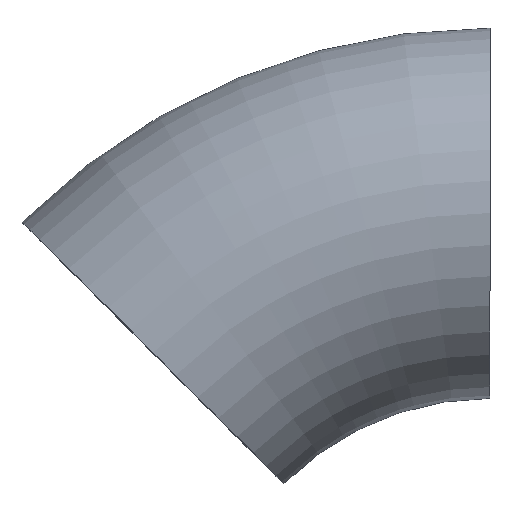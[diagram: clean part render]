
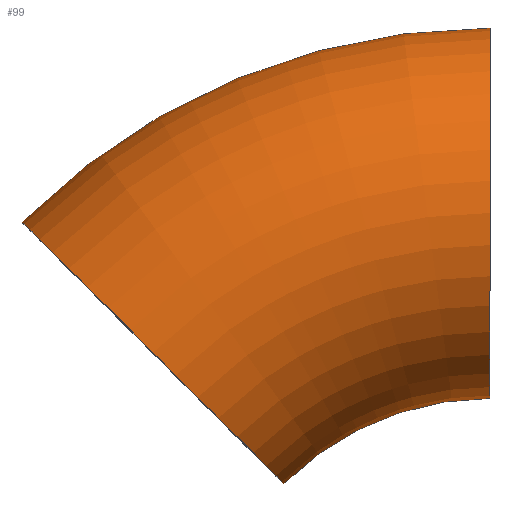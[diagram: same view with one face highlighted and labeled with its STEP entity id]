
A CAD part, top view. The second image highlights one B-rep face of the part: STEP entity #99.
In plain terms, the highlighted toroidal (fillet/blend) face has major radius 114.5 mm and minor radius 44.45 mm.
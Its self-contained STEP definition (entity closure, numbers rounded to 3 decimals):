
#3 = EDGE_CURVE ( 'NONE', #153, #110, #207, .T. ) ;
#6 = VERTEX_POINT ( 'NONE', #93 ) ;
#8 = ORIENTED_EDGE ( 'NONE', *, *, #238, .T. ) ;
#17 = CIRCLE ( 'NONE', #72, 70.05 ) ;
#21 = TOROIDAL_SURFACE ( 'NONE', #173, 114.5, 44.45 ) ;
#23 = EDGE_CURVE ( 'NONE', #154, #6, #40, .T. ) ;
#30 = ORIENTED_EDGE ( 'NONE', *, *, #200, .F. ) ;
#38 = DIRECTION ( 'NONE',  ( 1., 0., 0. ) ) ;
#40 = CIRCLE ( 'NONE', #102, 44.45 ) ;
#44 = DIRECTION ( 'NONE',  ( 0., 0., 1. ) ) ;
#51 = CIRCLE ( 'NONE', #217, 158.95 ) ;
#53 = CARTESIAN_POINT ( 'NONE',  ( -80.964, 80.964, 0. ) ) ;
#58 = AXIS2_PLACEMENT_3D ( 'NONE', #53, #190, #250 ) ;
#66 = DIRECTION ( 'NONE',  ( 0., 0., 1. ) ) ;
#72 = AXIS2_PLACEMENT_3D ( 'NONE', #89, #66, #127 ) ;
#73 = DIRECTION ( 'NONE',  ( 0., 0., -1. ) ) ;
#75 = ORIENTED_EDGE ( 'NONE', *, *, #23, .F. ) ;
#89 = CARTESIAN_POINT ( 'NONE',  ( 0., 0., 0. ) ) ;
#92 = ORIENTED_EDGE ( 'NONE', *, *, #3, .T. ) ;
#93 = CARTESIAN_POINT ( 'NONE',  ( 0., 70.05, 0. ) ) ;
#99 = ADVANCED_FACE ( 'NONE', ( #199 ), #21, .T. ) ;
#102 = AXIS2_PLACEMENT_3D ( 'NONE', #246, #134, #73 ) ;
#110 = VERTEX_POINT ( 'NONE', #193 ) ;
#127 = DIRECTION ( 'NONE',  ( 0., -1., 0. ) ) ;
#134 = DIRECTION ( 'NONE',  ( 1., 0., 0. ) ) ;
#147 = EDGE_LOOP ( 'NONE', ( #75, #8, #92, #30 ) ) ;
#153 = VERTEX_POINT ( 'NONE', #218 ) ;
#154 = VERTEX_POINT ( 'NONE', #183 ) ;
#158 = CARTESIAN_POINT ( 'NONE',  ( 0., 0., 0. ) ) ;
#173 = AXIS2_PLACEMENT_3D ( 'NONE', #158, #175, #38 ) ;
#175 = DIRECTION ( 'NONE',  ( 0., 0., 1. ) ) ;
#181 = CARTESIAN_POINT ( 'NONE',  ( 0., 0., 0. ) ) ;
#183 = CARTESIAN_POINT ( 'NONE',  ( 0., 158.95, 0. ) ) ;
#190 = DIRECTION ( 'NONE',  ( 0.707, 0.707, 0. ) ) ;
#193 = CARTESIAN_POINT ( 'NONE',  ( -49.533, 49.533, 0. ) ) ;
#199 = FACE_OUTER_BOUND ( 'NONE', #147, .T. ) ;
#200 = EDGE_CURVE ( 'NONE', #6, #110, #17, .T. ) ;
#202 = DIRECTION ( 'NONE',  ( 0., -1., 0. ) ) ;
#207 = CIRCLE ( 'NONE', #58, 44.45 ) ;
#217 = AXIS2_PLACEMENT_3D ( 'NONE', #181, #44, #202 ) ;
#218 = CARTESIAN_POINT ( 'NONE',  ( -112.395, 112.395, 0. ) ) ;
#238 = EDGE_CURVE ( 'NONE', #154, #153, #51, .T. ) ;
#246 = CARTESIAN_POINT ( 'NONE',  ( 0., 114.5, 0. ) ) ;
#250 = DIRECTION ( 'NONE',  ( 0., 0., -1. ) ) ;
